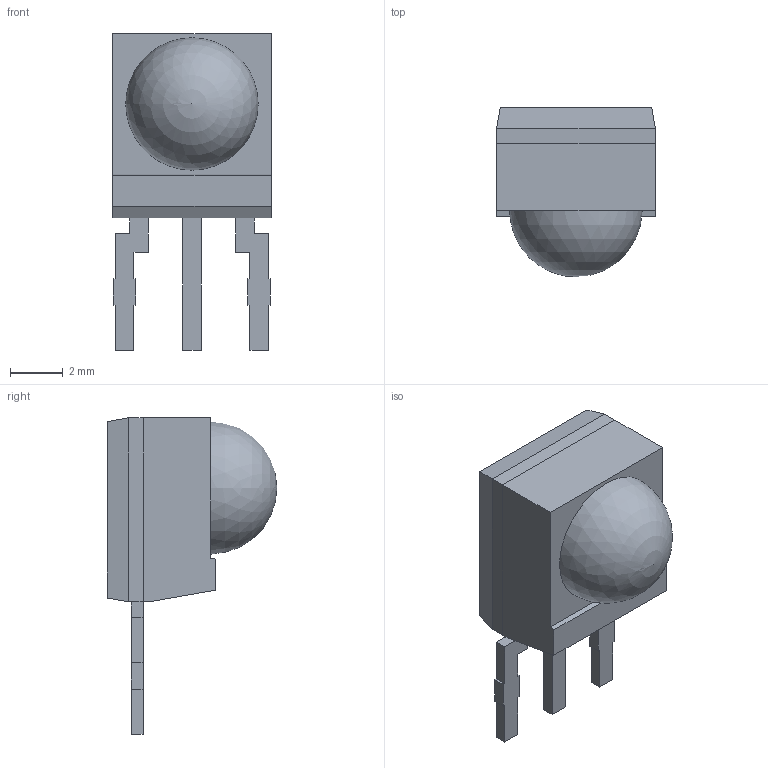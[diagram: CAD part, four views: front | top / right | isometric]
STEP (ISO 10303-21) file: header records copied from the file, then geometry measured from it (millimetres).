
FILE_DESCRIPTION (( 'STEP AP214' ), '1' );
FILE_NAME ('SENSOR-TH_TSOP34838.step', '2022-07-12T15:03:14', ( '' ), ( '' ), 'SwSTEP 2.0', 'SolidWorks 2020', '' );
FILE_SCHEMA (( 'AUTOMOTIVE_DESIGN' ));
Length unit declared in the file: millimetre
Products named in the file (1): SENSOR-TH_TSOP34838
Bounding box: 6 x 6.41 x 11.95 mm (x, y, z)
Volume: 197.8 mm3; surface area: 323.4 mm2
Topology: 19 solids, 19 shells, 490 faces, 1297 edges, 864 vertices
Faces by surface type: plane 295, bspline 194, sphere 1
Entity records: 26578 total; most frequent: CARTESIAN_POINT 10145, ORIENTED_EDGE 2588, DIRECTION 1498, EDGE_CURVE 1294, LINE 900, VECTOR 900, VERTEX_POINT 862, EDGE_LOOP 528
